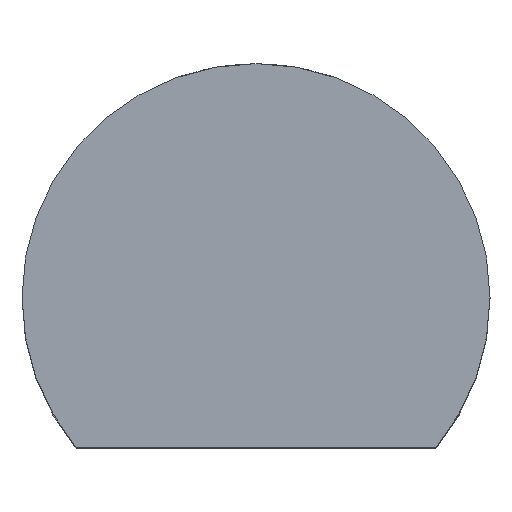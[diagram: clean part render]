
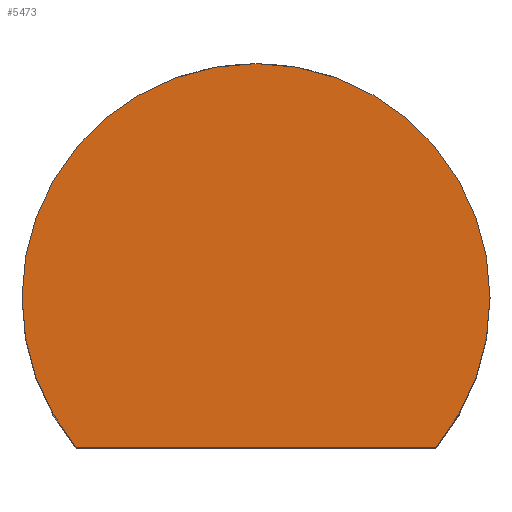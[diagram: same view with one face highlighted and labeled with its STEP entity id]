
A CAD part, top view. The second image highlights one B-rep face of the part: STEP entity #5473.
In plain terms, the highlighted planar face has unit normal (0, 0, 1).
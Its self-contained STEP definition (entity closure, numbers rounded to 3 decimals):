
#98 = LINE ( 'NONE', #2938, #3670 ) ;
#291 = AXIS2_PLACEMENT_3D ( 'NONE', #2720, #2596, #6472 ) ;
#444 = ORIENTED_EDGE ( 'NONE', *, *, #3363, .T. ) ;
#673 = CARTESIAN_POINT ( 'NONE',  ( 3.05, 0., 0. ) ) ;
#1133 = AXIS2_PLACEMENT_3D ( 'NONE', #6882, #9715, #4200 ) ;
#1475 = FACE_OUTER_BOUND ( 'NONE', #7897, .T. ) ;
#1582 = EDGE_CURVE ( 'NONE', #7769, #11453, #5017, .T. ) ;
#1644 = EDGE_CURVE ( 'NONE', #12187, #7769, #3438, .T. ) ;
#1662 = VERTEX_POINT ( 'NONE', #10558 ) ;
#1707 = AXIS2_PLACEMENT_3D ( 'NONE', #5061, #10823, #3326 ) ;
#2596 = DIRECTION ( 'NONE',  ( 0., 0., 1. ) ) ;
#2720 = CARTESIAN_POINT ( 'NONE',  ( 0., 0., 0. ) ) ;
#2938 = CARTESIAN_POINT ( 'NONE',  ( -2.345, -1.95, 0. ) ) ;
#3326 = DIRECTION ( 'NONE',  ( 1., 0., 0. ) ) ;
#3363 = EDGE_CURVE ( 'NONE', #1662, #12187, #98, .T. ) ;
#3438 = CIRCLE ( 'NONE', #291, 3.05 ) ;
#3670 = VECTOR ( 'NONE', #8622, 1000. ) ;
#3796 = ORIENTED_EDGE ( 'NONE', *, *, #10486, .T. ) ;
#4200 = DIRECTION ( 'NONE',  ( 1., 0., 0. ) ) ;
#5017 = CIRCLE ( 'NONE', #7812, 3.05 ) ;
#5061 = CARTESIAN_POINT ( 'NONE',  ( 0., 0., 0. ) ) ;
#5245 = PLANE ( 'NONE',  #1707 ) ;
#5473 = ADVANCED_FACE ( 'NONE', ( #1475 ), #5245, .T. ) ;
#5487 = CARTESIAN_POINT ( 'NONE',  ( 0., 0., 0. ) ) ;
#6472 = DIRECTION ( 'NONE',  ( 1., 0., 0. ) ) ;
#6657 = CARTESIAN_POINT ( 'NONE',  ( 2.345, -1.95, 0. ) ) ;
#6882 = CARTESIAN_POINT ( 'NONE',  ( 0., 0., 0. ) ) ;
#7278 = ORIENTED_EDGE ( 'NONE', *, *, #1644, .T. ) ;
#7769 = VERTEX_POINT ( 'NONE', #673 ) ;
#7812 = AXIS2_PLACEMENT_3D ( 'NONE', #5487, #11171, #10364 ) ;
#7897 = EDGE_LOOP ( 'NONE', ( #7278, #11788, #3796, #444 ) ) ;
#8363 = CARTESIAN_POINT ( 'NONE',  ( -3.05, 0., 0. ) ) ;
#8622 = DIRECTION ( 'NONE',  ( 1., 0., 0. ) ) ;
#9231 = CIRCLE ( 'NONE', #1133, 3.05 ) ;
#9715 = DIRECTION ( 'NONE',  ( 0., 0., 1. ) ) ;
#10364 = DIRECTION ( 'NONE',  ( 1., 0., 0. ) ) ;
#10486 = EDGE_CURVE ( 'NONE', #11453, #1662, #9231, .T. ) ;
#10558 = CARTESIAN_POINT ( 'NONE',  ( -2.345, -1.95, 0. ) ) ;
#10823 = DIRECTION ( 'NONE',  ( 0., 0., 1. ) ) ;
#11171 = DIRECTION ( 'NONE',  ( 0., 0., 1. ) ) ;
#11453 = VERTEX_POINT ( 'NONE', #8363 ) ;
#11788 = ORIENTED_EDGE ( 'NONE', *, *, #1582, .T. ) ;
#12187 = VERTEX_POINT ( 'NONE', #6657 ) ;
